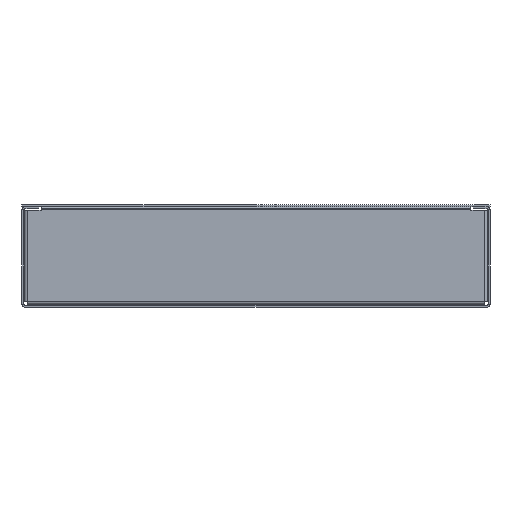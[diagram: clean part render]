
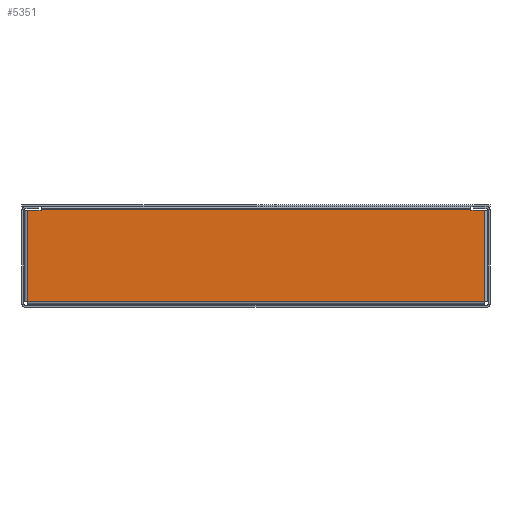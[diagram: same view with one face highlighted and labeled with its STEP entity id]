
A CAD part, front view. The second image highlights one B-rep face of the part: STEP entity #5351.
In plain terms, the highlighted planar face has unit normal (0, -1, 0).
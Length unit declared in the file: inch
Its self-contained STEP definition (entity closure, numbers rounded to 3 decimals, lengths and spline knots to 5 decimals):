
#38 = CARTESIAN_POINT ( 'NONE',  ( 6.844, -10., 0.166 ) ) ;
#104 = DIRECTION ( 'NONE',  ( 0., 0., 1. ) ) ;
#180 = DIRECTION ( 'NONE',  ( -1., 0., 0. ) ) ;
#188 = EDGE_CURVE ( 'NONE', #6300, #6499, #5003, .T. ) ;
#205 = DIRECTION ( 'NONE',  ( 0., 0., 1. ) ) ;
#224 = CARTESIAN_POINT ( 'NONE',  ( 6.844, -10., 2.9 ) ) ;
#289 = VECTOR ( 'NONE', #6540, 39.37008 ) ;
#455 = CARTESIAN_POINT ( 'NONE',  ( -6.844, -10., 2.9 ) ) ;
#515 = ORIENTED_EDGE ( 'NONE', *, *, #2267, .F. ) ;
#1203 = CARTESIAN_POINT ( 'NONE',  ( -6.844, -10., 2.9 ) ) ;
#1305 = VECTOR ( 'NONE', #3186, 39.37008 ) ;
#1364 = ORIENTED_EDGE ( 'NONE', *, *, #188, .F. ) ;
#1411 = DIRECTION ( 'NONE',  ( 1., 0., 0. ) ) ;
#1576 = VECTOR ( 'NONE', #205, 39.37008 ) ;
#1599 = CARTESIAN_POINT ( 'NONE',  ( -6.844, -10., 2.9 ) ) ;
#1638 = VERTEX_POINT ( 'NONE', #1203 ) ;
#1667 = LINE ( 'NONE', #4231, #1305 ) ;
#2002 = ORIENTED_EDGE ( 'NONE', *, *, #2147, .F. ) ;
#2101 = DIRECTION ( 'NONE',  ( 0., 0., -1. ) ) ;
#2116 = ORIENTED_EDGE ( 'NONE', *, *, #4690, .F. ) ;
#2147 = EDGE_CURVE ( 'NONE', #1638, #2160, #6661, .T. ) ;
#2160 = VERTEX_POINT ( 'NONE', #5448 ) ;
#2250 = EDGE_LOOP ( 'NONE', ( #1364, #5402, #2002, #515, #5697, #2766, #2116, #3533 ) ) ;
#2267 = EDGE_CURVE ( 'NONE', #4160, #1638, #4210, .T. ) ;
#2283 = DIRECTION ( 'NONE',  ( 0., 1., 0. ) ) ;
#2369 = CARTESIAN_POINT ( 'NONE',  ( 6.844, -10., 2.9 ) ) ;
#2468 = EDGE_CURVE ( 'NONE', #2160, #6300, #5399, .T. ) ;
#2476 = CARTESIAN_POINT ( 'NONE',  ( -6.844, -10., 0.166 ) ) ;
#2607 = CARTESIAN_POINT ( 'NONE',  ( 6.429, -10., 2.9 ) ) ;
#2761 = CARTESIAN_POINT ( 'NONE',  ( -6.844, -10., 2.9 ) ) ;
#2766 = ORIENTED_EDGE ( 'NONE', *, *, #4082, .F. ) ;
#2810 = LINE ( 'NONE', #2369, #289 ) ;
#2822 = AXIS2_PLACEMENT_3D ( 'NONE', #2761, #2283, #180 ) ;
#3085 = CARTESIAN_POINT ( 'NONE',  ( 6.429, -10., 2.914 ) ) ;
#3169 = VECTOR ( 'NONE', #2101, 39.37008 ) ;
#3186 = DIRECTION ( 'NONE',  ( -1., 0., 0. ) ) ;
#3196 = CARTESIAN_POINT ( 'NONE',  ( -6.844, -10., 2.9 ) ) ;
#3435 = VERTEX_POINT ( 'NONE', #38 ) ;
#3533 = ORIENTED_EDGE ( 'NONE', *, *, #6475, .F. ) ;
#3549 = DIRECTION ( 'NONE',  ( 1., 0., 0. ) ) ;
#3711 = VECTOR ( 'NONE', #1411, 39.37008 ) ;
#3884 = CARTESIAN_POINT ( 'NONE',  ( -6.844, -10., 2.914 ) ) ;
#4082 = EDGE_CURVE ( 'NONE', #6656, #3435, #2810, .T. ) ;
#4160 = VERTEX_POINT ( 'NONE', #2476 ) ;
#4210 = LINE ( 'NONE', #3196, #5247 ) ;
#4229 = LINE ( 'NONE', #2607, #3169 ) ;
#4231 = CARTESIAN_POINT ( 'NONE',  ( -6.844, -10., 0.166 ) ) ;
#4285 = PLANE ( 'NONE',  #2822 ) ;
#4441 = CARTESIAN_POINT ( 'NONE',  ( -6.429, -10., 2.914 ) ) ;
#4670 = EDGE_CURVE ( 'NONE', #3435, #4160, #1667, .T. ) ;
#4676 = LINE ( 'NONE', #1599, #4871 ) ;
#4690 = EDGE_CURVE ( 'NONE', #5470, #6656, #4676, .T. ) ;
#4857 = CARTESIAN_POINT ( 'NONE',  ( -6.429, -10., 2.9 ) ) ;
#4871 = VECTOR ( 'NONE', #6308, 39.37008 ) ;
#5003 = LINE ( 'NONE', #3884, #3711 ) ;
#5247 = VECTOR ( 'NONE', #104, 39.37008 ) ;
#5339 = FACE_OUTER_BOUND ( 'NONE', #2250, .T. ) ;
#5351 = ADVANCED_FACE ( 'NONE', ( #5339 ), #4285, .F. ) ;
#5399 = LINE ( 'NONE', #4857, #1576 ) ;
#5402 = ORIENTED_EDGE ( 'NONE', *, *, #2468, .F. ) ;
#5448 = CARTESIAN_POINT ( 'NONE',  ( -6.429, -10., 2.9 ) ) ;
#5470 = VERTEX_POINT ( 'NONE', #5541 ) ;
#5541 = CARTESIAN_POINT ( 'NONE',  ( 6.429, -10., 2.9 ) ) ;
#5579 = VECTOR ( 'NONE', #3549, 39.37008 ) ;
#5697 = ORIENTED_EDGE ( 'NONE', *, *, #4670, .F. ) ;
#6300 = VERTEX_POINT ( 'NONE', #4441 ) ;
#6308 = DIRECTION ( 'NONE',  ( 1., 0., 0. ) ) ;
#6475 = EDGE_CURVE ( 'NONE', #6499, #5470, #4229, .T. ) ;
#6499 = VERTEX_POINT ( 'NONE', #3085 ) ;
#6540 = DIRECTION ( 'NONE',  ( 0., 0., -1. ) ) ;
#6656 = VERTEX_POINT ( 'NONE', #224 ) ;
#6661 = LINE ( 'NONE', #455, #5579 ) ;
